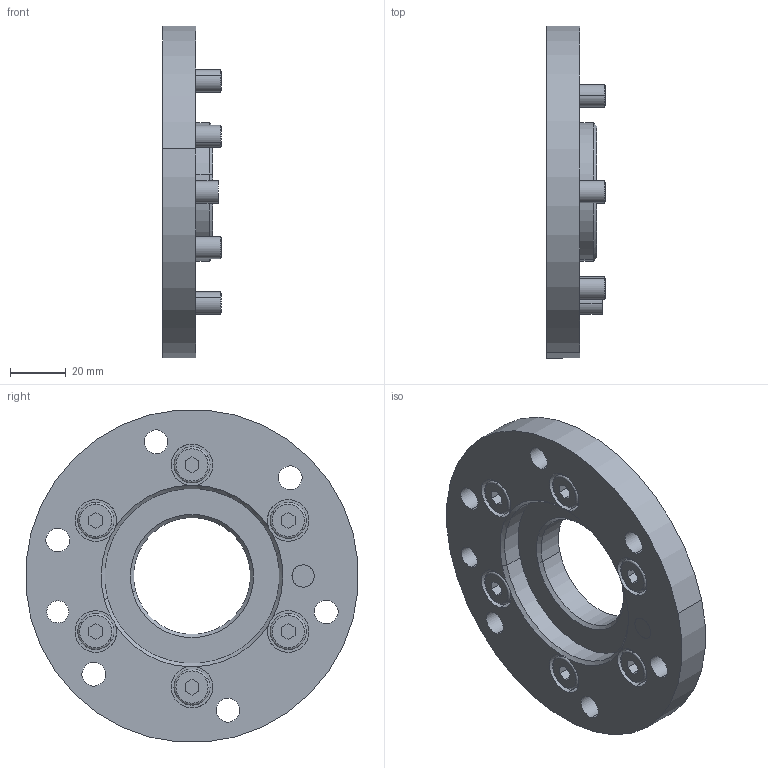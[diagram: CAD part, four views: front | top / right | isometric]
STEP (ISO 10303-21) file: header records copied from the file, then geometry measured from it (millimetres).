
FILE_DESCRIPTION (( 'STEP AP203' ), '1' );
FILE_NAME ('P0450.STEP', '2021-02-23T13:36:05', ( '' ), ( '' ), 'SwSTEP 2.0', 'SolidWorks 2019', '' );
FILE_SCHEMA (( 'CONFIG_CONTROL_DESIGN' ));
Length unit declared in the file: millimetre
Products named in the file (1): P0450
Bounding box: 21.2 x 119.54 x 119.54 mm (x, y, z)
Volume: 104079.3 mm3; surface area: 37534 mm2
Topology: 8 solids, 8 shells, 176 faces, 408 edges, 262 vertices
Faces by surface type: cylinder 74, plane 72, cone 18, torus 12
Entity records: 5207 total; most frequent: DIRECTION 958, CARTESIAN_POINT 889, ORIENTED_EDGE 816, EDGE_CURVE 408, AXIS2_PLACEMENT_3D 379, VERTEX_POINT 262, EDGE_LOOP 220, CIRCLE 202
